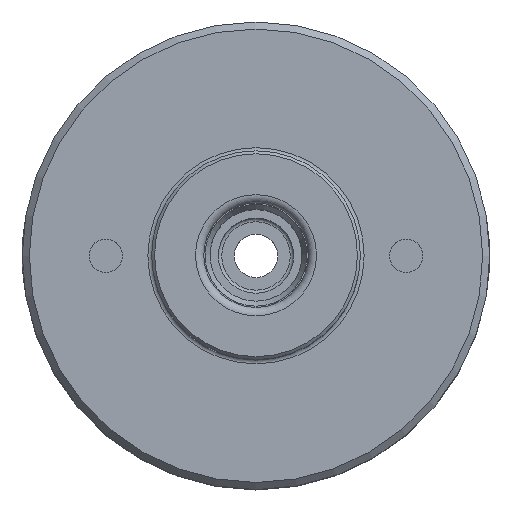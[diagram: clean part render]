
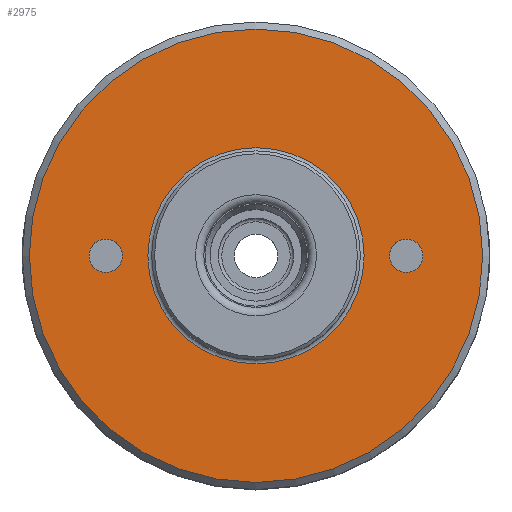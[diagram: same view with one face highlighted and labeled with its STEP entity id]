
A CAD part, top view. The second image highlights one B-rep face of the part: STEP entity #2975.
In plain terms, the highlighted planar face has unit normal (0, 0, 1).
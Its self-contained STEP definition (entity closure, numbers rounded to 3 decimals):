
#158=PLANE('',#3267);
#512=ORIENTED_EDGE('',*,*,#754,.F.);
#513=ORIENTED_EDGE('',*,*,#762,.F.);
#514=ORIENTED_EDGE('',*,*,#743,.T.);
#515=ORIENTED_EDGE('',*,*,#742,.T.);
#742=EDGE_CURVE('',#920,#920,#1084,.T.);
#743=EDGE_CURVE('',#921,#921,#1085,.T.);
#754=EDGE_CURVE('',#932,#932,#1096,.T.);
#762=EDGE_CURVE('',#940,#940,#1104,.T.);
#920=VERTEX_POINT('',#4854);
#921=VERTEX_POINT('',#4857);
#932=VERTEX_POINT('',#4889);
#940=VERTEX_POINT('',#4913);
#1084=CIRCLE('',#3229,2.);
#1085=CIRCLE('',#3231,2.);
#1096=CIRCLE('',#3252,12.95);
#1104=CIRCLE('',#3268,27.15);
#1350=EDGE_LOOP('',(#512));
#1351=EDGE_LOOP('',(#513));
#1352=EDGE_LOOP('',(#514));
#1353=EDGE_LOOP('',(#515));
#1646=FACE_BOUND('',#1350,.T.);
#1647=FACE_BOUND('',#1351,.T.);
#1648=FACE_BOUND('',#1352,.T.);
#1649=FACE_BOUND('',#1353,.T.);
#2975=ADVANCED_FACE('',(#1646,#1647,#1648,#1649),#158,.F.);
#3229=AXIS2_PLACEMENT_3D('',#4853,#3768,#3769);
#3231=AXIS2_PLACEMENT_3D('',#4856,#3772,#3773);
#3252=AXIS2_PLACEMENT_3D('',#4888,#3814,#3815);
#3267=AXIS2_PLACEMENT_3D('',#4911,#3844,#3845);
#3268=AXIS2_PLACEMENT_3D('',#4912,#3846,#3847);
#3768=DIRECTION('',(0.,0.,-1.));
#3769=DIRECTION('',(-1.,0.,0.));
#3772=DIRECTION('',(0.,0.,-1.));
#3773=DIRECTION('',(-1.,0.,0.));
#3814=DIRECTION('',(0.,0.,1.));
#3815=DIRECTION('',(1.,0.,0.));
#3844=DIRECTION('',(0.,0.,-1.));
#3845=DIRECTION('',(-1.,0.,0.));
#3846=DIRECTION('',(0.,0.,-1.));
#3847=DIRECTION('',(-1.,0.,0.));
#4853=CARTESIAN_POINT('',(18.,0.,25.5));
#4854=CARTESIAN_POINT('',(16.,0.,25.5));
#4856=CARTESIAN_POINT('',(-18.,0.,25.5));
#4857=CARTESIAN_POINT('',(-20.,0.,25.5));
#4888=CARTESIAN_POINT('',(0.,0.,25.5));
#4889=CARTESIAN_POINT('',(12.95,0.,25.5));
#4911=CARTESIAN_POINT('',(28.15,0.,25.5));
#4912=CARTESIAN_POINT('',(0.,0.,25.5));
#4913=CARTESIAN_POINT('',(-27.15,0.,25.5));
